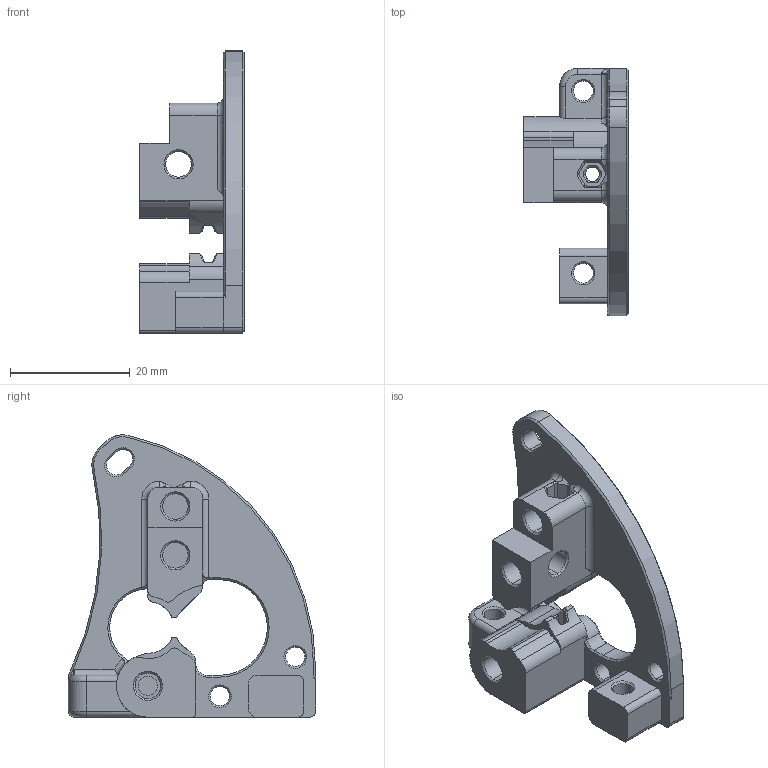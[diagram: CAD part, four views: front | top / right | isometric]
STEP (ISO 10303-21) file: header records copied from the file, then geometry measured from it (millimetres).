
FILE_DESCRIPTION (( 'STEP AP214' ), '1' );
FILE_NAME ('mid Mod GotchauSailfin.STEP', '2023-12-03T17:19:34', ( '' ), ( '' ), 'SwSTEP 2.0', 'SolidWorks 2023', '' );
FILE_SCHEMA (( 'AUTOMOTIVE_DESIGN' ));
Length unit declared in the file: millimetre
Products named in the file (1): mid Mod GotchauSailfin
Bounding box: 17.5 x 41.37 x 47.24 mm (x, y, z)
Volume: 7950.7 mm3; surface area: 5657.6 mm2
Topology: 1 solids, 1 shells, 314 faces, 786 edges, 477 vertices
Faces by surface type: plane 104, cylinder 101, cone 86, bspline 17, torus 6
Entity records: 10381 total; most frequent: CARTESIAN_POINT 2875, DIRECTION 1579, ORIENTED_EDGE 1572, EDGE_CURVE 786, AXIS2_PLACEMENT_3D 585, VERTEX_POINT 477, LINE 409, VECTOR 409
